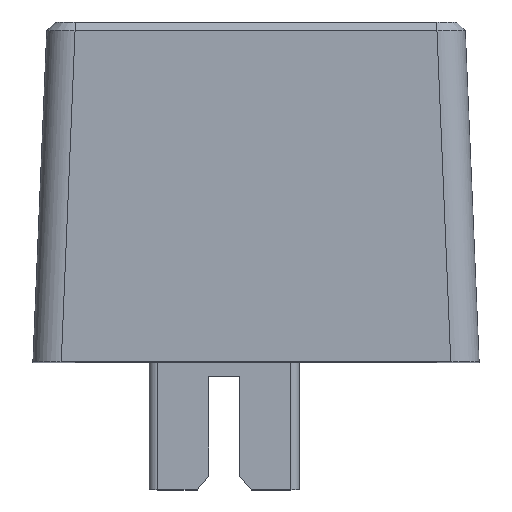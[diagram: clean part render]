
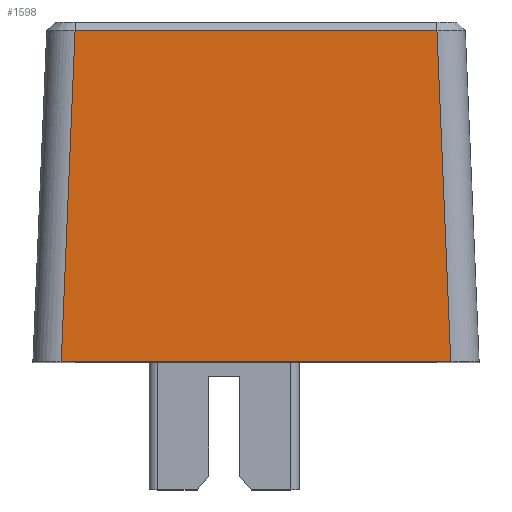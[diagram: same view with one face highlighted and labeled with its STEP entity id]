
A CAD part, top view. The second image highlights one B-rep face of the part: STEP entity #1598.
In plain terms, the highlighted planar face has unit normal (0, 0, 1).
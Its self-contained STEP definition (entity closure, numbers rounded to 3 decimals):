
#107=PLANE('',#1707);
#181=FACE_OUTER_BOUND('',#262,.T.);
#262=EDGE_LOOP('',(#1325,#1326,#1327,#1328,#1329,#1330));
#341=LINE('',#2252,#515);
#344=LINE('',#2272,#518);
#350=LINE('',#2328,#524);
#436=LINE('',#2839,#610);
#437=LINE('',#2841,#611);
#438=LINE('',#2842,#612);
#515=VECTOR('',#1831,10.);
#518=VECTOR('',#1834,10.);
#524=VECTOR('',#1846,10.);
#610=VECTOR('',#2024,10.);
#611=VECTOR('',#2025,10.);
#612=VECTOR('',#2026,10.);
#703=VERTEX_POINT('',#2239);
#705=VERTEX_POINT('',#2249);
#706=VERTEX_POINT('',#2251);
#708=VERTEX_POINT('',#2294);
#774=VERTEX_POINT('',#2838);
#775=VERTEX_POINT('',#2840);
#857=EDGE_CURVE('',#705,#706,#341,.T.);
#860=EDGE_CURVE('',#706,#703,#344,.T.);
#869=EDGE_CURVE('',#708,#705,#350,.T.);
#976=EDGE_CURVE('',#774,#708,#436,.T.);
#977=EDGE_CURVE('',#775,#774,#437,.T.);
#978=EDGE_CURVE('',#703,#775,#438,.T.);
#1325=ORIENTED_EDGE('',*,*,#869,.F.);
#1326=ORIENTED_EDGE('',*,*,#976,.F.);
#1327=ORIENTED_EDGE('',*,*,#977,.F.);
#1328=ORIENTED_EDGE('',*,*,#978,.F.);
#1329=ORIENTED_EDGE('',*,*,#860,.F.);
#1330=ORIENTED_EDGE('',*,*,#857,.F.);
#1598=ADVANCED_FACE('',(#181),#107,.F.);
#1707=AXIS2_PLACEMENT_3D('',#2837,#2022,#2023);
#1831=DIRECTION('',(1.,0.,0.));
#1834=DIRECTION('',(1.,0.,0.));
#1846=DIRECTION('',(1.,0.,0.));
#2022=DIRECTION('center_axis',(0.,0.,
-1.));
#2023=DIRECTION('ref_axis',(-1.,0.,0.));
#2024=DIRECTION('',(0.042,0.999,0.));
#2025=DIRECTION('',(-1.,0.,0.));
#2026=DIRECTION('',(0.042,-0.999,0.));
#2239=CARTESIAN_POINT('',(6.387,11.7,9.));
#2249=CARTESIAN_POINT('',(-6.374,11.7,9.));
#2251=CARTESIAN_POINT('',(6.374,11.7,9.));
#2252=CARTESIAN_POINT('',(3.938,11.7,9.));
#2272=CARTESIAN_POINT('',(6.374,11.7,9.));
#2294=CARTESIAN_POINT('',(-6.387,11.7,9.));
#2328=CARTESIAN_POINT('',(-6.387,11.7,9.));
#2837=CARTESIAN_POINT('Origin',(7.875,0.,9.));
#2838=CARTESIAN_POINT('',(-6.874,0.,9.));
#2839=CARTESIAN_POINT('',(-6.862,0.286,9.));
#2840=CARTESIAN_POINT('',(6.874,0.,9.));
#2841=CARTESIAN_POINT('',(7.875,0.,9.));
#2842=CARTESIAN_POINT('',(6.876,-0.042,9.));
